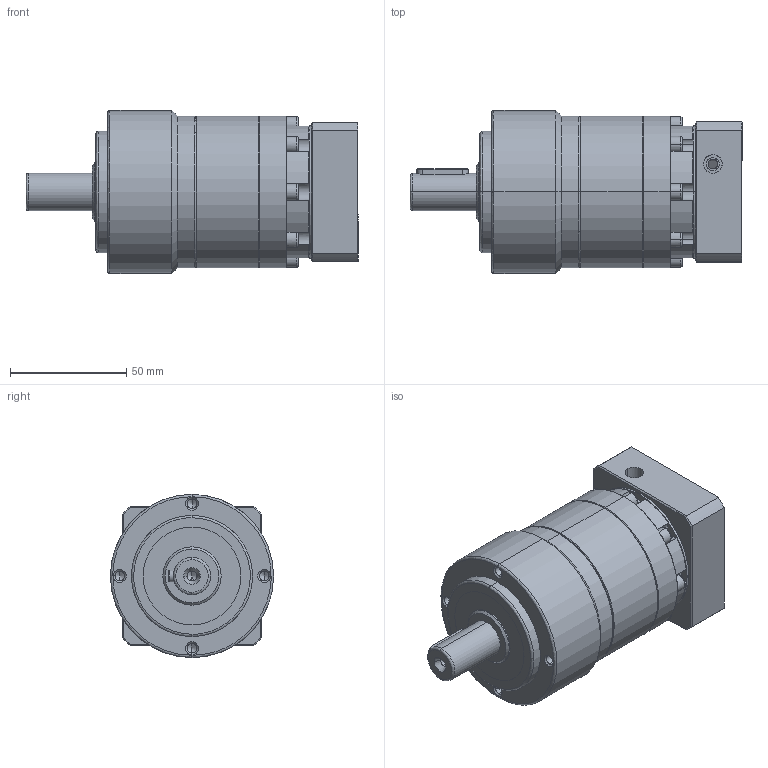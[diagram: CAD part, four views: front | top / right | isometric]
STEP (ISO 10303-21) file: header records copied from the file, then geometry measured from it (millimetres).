
FILE_DESCRIPTION (( 'STEP AP214' ), '1' );
FILE_NAME ('PE070-L2-8-30-45M3.STEP', '2024-01-06T03:18:32', ( 'admin' ), ( '' ), 'SwSTEP 2.0', 'SolidWorks 2013', '' );
FILE_SCHEMA (( 'AUTOMOTIVE_DESIGN' ));
Length unit declared in the file: millimetre
Products named in the file (5): PE070-L2-8-30-45M3; 060-L2_X2_58F34F537AEF_X0_-14; 14_X2_8F6C_X0_8; 60_X2_8F9351656CD55170_X0_-30-45M3; 070_X2_8F9351FA7AEF_X0_
Assembly tree (4 placements, depth 2):
  PE070-L2-8-30-45M3
    060-L2_X2_58F34F537AEF_X0_-14
    14_X2_8F6C_X0_8
    60_X2_8F9351656CD55170_X0_-30-45M3
    070_X2_8F9351FA7AEF_X0_
Bounding box: 142.5 x 70 x 70 mm (x, y, z)
Volume: 315797.5 mm3; surface area: 70756.1 mm2
Topology: 5 solids, 5 shells, 652 faces, 1538 edges, 916 vertices
Faces by surface type: plane 236, cylinder 215, cone 151, bspline 50
Entity records: 27114 total; most frequent: CARTESIAN_POINT 5100, DIRECTION 3141, ORIENTED_EDGE 2952, EDGE_CURVE 1476, AXIS2_PLACEMENT_3D 1181, VERTEX_POINT 916, VECTOR 779, LINE 779
